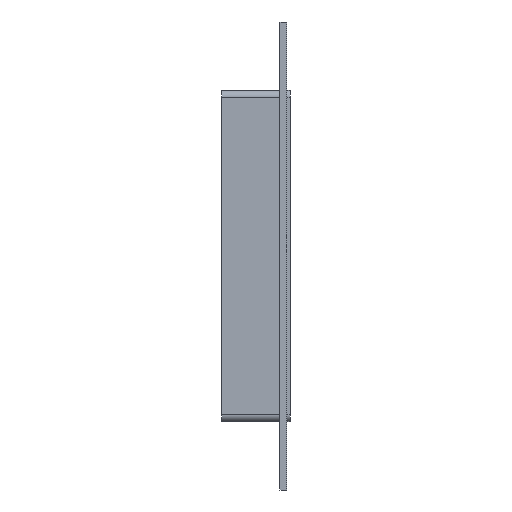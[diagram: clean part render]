
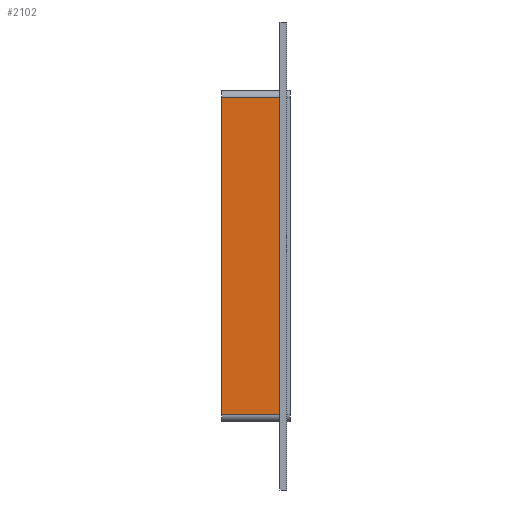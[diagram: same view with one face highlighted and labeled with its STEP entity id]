
A CAD part, left-side view. The second image highlights one B-rep face of the part: STEP entity #2102.
In plain terms, the highlighted planar face has unit normal (-1, 0, 0).
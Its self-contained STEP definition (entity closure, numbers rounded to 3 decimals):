
#1367=CARTESIAN_POINT('',(-327.25,6.,-139.0));
#1368=VERTEX_POINT('',#1367);
#1418=CARTESIAN_POINT('',(-327.25,6.,139.0));
#1419=VERTEX_POINT('',#1418);
#1427=CARTESIAN_POINT('',(-327.25,6.,-139.0));
#1428=DIRECTION('',(0.0,0.0,1.0));
#1429=VECTOR('',#1428,278.0);
#1430=LINE('',#1427,#1429);
#1431=EDGE_CURVE('',#1368,#1419,#1430,.T.);
#2060=CARTESIAN_POINT('',(-327.25,57.0,-139.0));
#2061=VERTEX_POINT('',#2060);
#2062=CARTESIAN_POINT('',(-327.25,6.,-139.0));
#2063=DIRECTION('',(0.0,1.0,0.0));
#2064=VECTOR('',#2063,51.0);
#2065=LINE('',#2062,#2064);
#2066=EDGE_CURVE('',#1368,#2061,#2065,.T.);
#2079=CARTESIAN_POINT('',(-327.25,0.0,-145.0));
#2080=DIRECTION('',(-1.0,0.0,0.0));
#2081=DIRECTION('',(0.0,0.0,1.0));
#2082=AXIS2_PLACEMENT_3D('',#2079,#2080,#2081);
#2083=PLANE('',#2082);
#2084=ORIENTED_EDGE('',*,*,#1431,.T.);
#2085=CARTESIAN_POINT('',(-327.25,57.0,139.0));
#2086=VERTEX_POINT('',#2085);
#2087=CARTESIAN_POINT('',(-327.25,57.0,139.0));
#2088=DIRECTION('',(0.0,-1.0,0.0));
#2089=VECTOR('',#2088,51.0);
#2090=LINE('',#2087,#2089);
#2091=EDGE_CURVE('',#2086,#1419,#2090,.T.);
#2092=ORIENTED_EDGE('',*,*,#2091,.F.);
#2093=CARTESIAN_POINT('',(-327.25,57.0,-139.0));
#2094=DIRECTION('',(0.0,0.0,1.0));
#2095=VECTOR('',#2094,278.0);
#2096=LINE('',#2093,#2095);
#2097=EDGE_CURVE('',#2061,#2086,#2096,.T.);
#2098=ORIENTED_EDGE('',*,*,#2097,.F.);
#2099=ORIENTED_EDGE('',*,*,#2066,.F.);
#2100=EDGE_LOOP('',(#2084,#2092,#2098,#2099));
#2101=FACE_OUTER_BOUND('',#2100,.T.);
#2102=ADVANCED_FACE('',(#2101),#2083,.T.);
